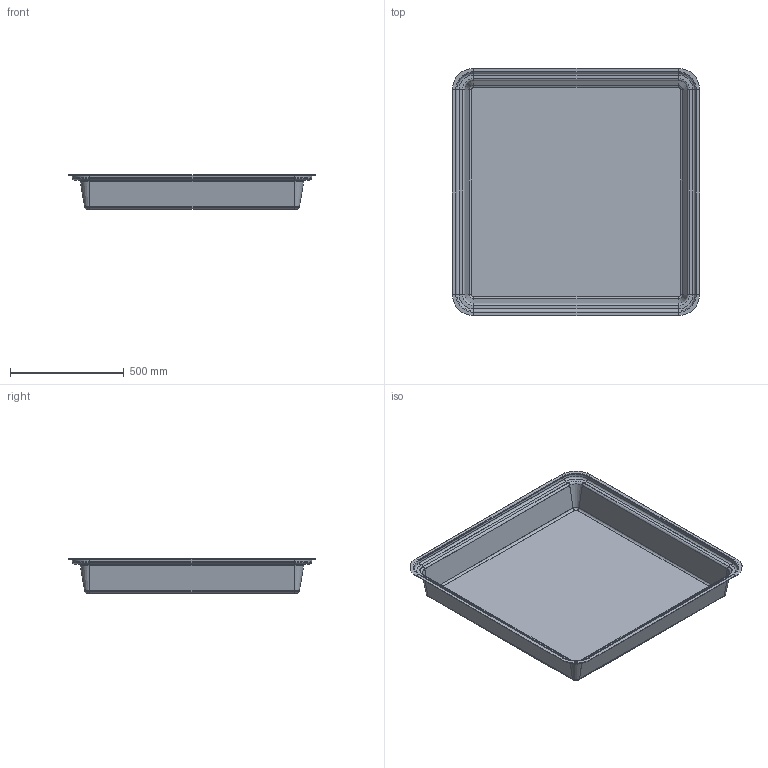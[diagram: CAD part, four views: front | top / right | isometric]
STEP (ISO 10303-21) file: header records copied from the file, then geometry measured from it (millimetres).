
FILE_DESCRIPTION(('FreeCAD Model'),'2;1');
FILE_NAME( 'bac.step', '2016-10-27T12:46:44',('Author'),(''), 'Open CASCADE STEP processor 6.8','FreeCAD','Unknown');
FILE_SCHEMA(('AUTOMOTIVE_DESIGN_CC2 { 1 2 10303 214 -1 1 5 4 }'));
Length unit declared in the file: millimetre
Products named in the file (2): ASSEMBLY; bac_recuperateur
Assembly tree (1 placements, depth 2):
  ASSEMBLY
    bac_recuperateur
Bounding box: 1088 x 1088 x 152.19 mm (x, y, z)
Volume: 3506236.5 mm3; surface area: 3260523.2 mm2
Topology: 1 solids, 1 shells, 138 faces, 280 edges, 144 vertices
Faces by surface type: plane 54, cylinder 36, torus 28, cone 16, revolution 4
Entity records: 7130 total; most frequent: CARTESIAN_POINT 1481, DIRECTION 1063, ORIENTED_EDGE 560, PCURVE 560, DEFINITIONAL_REPRESENTATION 560, LINE 499, VECTOR 499, EDGE_CURVE 280
